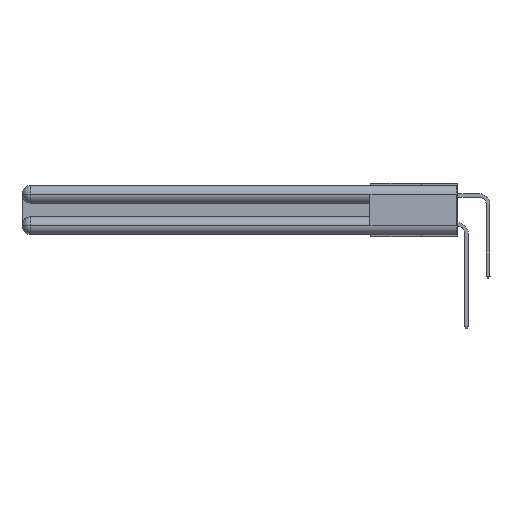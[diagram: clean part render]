
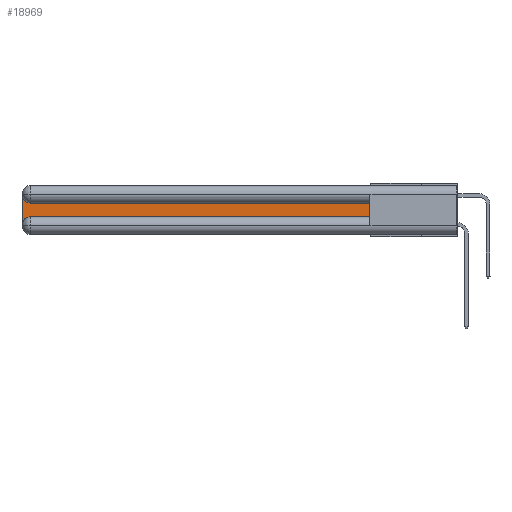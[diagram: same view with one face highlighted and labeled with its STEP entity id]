
A CAD part, left-side view. The second image highlights one B-rep face of the part: STEP entity #18969.
In plain terms, the highlighted planar face has unit normal (-1, 0, 0).
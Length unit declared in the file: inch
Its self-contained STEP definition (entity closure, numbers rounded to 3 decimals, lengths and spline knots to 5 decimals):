
#1103 = VERTEX_POINT ( 'NONE', #10077 ) ;
#2045 = DIRECTION ( 'NONE',  ( 0., 1., 0. ) ) ;
#2617 = LINE ( 'NONE', #17920, #9402 ) ;
#5176 = ORIENTED_EDGE ( 'NONE', *, *, #7572, .T. ) ;
#6814 = ORIENTED_EDGE ( 'NONE', *, *, #30897, .T. ) ;
#7327 = CIRCLE ( 'NONE', #29260, 0.06 ) ;
#7413 = CARTESIAN_POINT ( 'NONE',  ( 0.075, 2.94, -0.2175 ) ) ;
#7572 = EDGE_CURVE ( 'NONE', #13675, #10304, #2617, .T. ) ;
#7945 = FACE_OUTER_BOUND ( 'NONE', #9432, .T. ) ;
#9354 = DIRECTION ( 'NONE',  ( 0., 0., -1. ) ) ;
#9402 = VECTOR ( 'NONE', #13181, 39.37008 ) ;
#9432 = EDGE_LOOP ( 'NONE', ( #24455, #23657, #6814, #17513, #5176, #16276 ) ) ;
#10077 = CARTESIAN_POINT ( 'NONE',  ( 0.075, 2.94, -0.1225 ) ) ;
#10304 = VERTEX_POINT ( 'NONE', #17406 ) ;
#10412 = EDGE_CURVE ( 'NONE', #1103, #12608, #7327, .T. ) ;
#10524 = LINE ( 'NONE', #14715, #12806 ) ;
#10871 = CARTESIAN_POINT ( 'NONE',  ( 0.075, 3., -0.2775 ) ) ;
#11166 = DIRECTION ( 'NONE',  ( 1., 0., 0. ) ) ;
#11263 = EDGE_CURVE ( 'NONE', #22041, #1103, #24247, .T. ) ;
#12608 = VERTEX_POINT ( 'NONE', #18561 ) ;
#12806 = VECTOR ( 'NONE', #23985, 39.37008 ) ;
#12933 = LINE ( 'NONE', #30246, #26483 ) ;
#13181 = DIRECTION ( 'NONE',  ( 0., -1., 0. ) ) ;
#13212 = CARTESIAN_POINT ( 'NONE',  ( 0.075, 2.94, -0.0625 ) ) ;
#13675 = VERTEX_POINT ( 'NONE', #7413 ) ;
#13720 = EDGE_CURVE ( 'NONE', #10304, #22041, #10524, .T. ) ;
#13906 = DIRECTION ( 'NONE',  ( 1., 0., 0. ) ) ;
#14715 = CARTESIAN_POINT ( 'NONE',  ( 0.075, 0.6, -0.2175 ) ) ;
#15791 = AXIS2_PLACEMENT_3D ( 'NONE', #20738, #11166, #9354 ) ;
#16276 = ORIENTED_EDGE ( 'NONE', *, *, #13720, .T. ) ;
#17406 = CARTESIAN_POINT ( 'NONE',  ( 0.075, 0.6, -0.2175 ) ) ;
#17513 = ORIENTED_EDGE ( 'NONE', *, *, #27039, .T. ) ;
#17920 = CARTESIAN_POINT ( 'NONE',  ( 0.075, 0.6, -0.2175 ) ) ;
#18561 = CARTESIAN_POINT ( 'NONE',  ( 0.075, 3., -0.0625 ) ) ;
#18876 = CARTESIAN_POINT ( 'NONE',  ( 0.075, 0.6, -0.1225 ) ) ;
#18969 = ADVANCED_FACE ( 'NONE', ( #7945 ), #19152, .F. ) ;
#19152 = PLANE ( 'NONE',  #15791 ) ;
#20348 = AXIS2_PLACEMENT_3D ( 'NONE', #25633, #13906, #30519 ) ;
#20357 = DIRECTION ( 'NONE',  ( 0., 0., -1. ) ) ;
#20738 = CARTESIAN_POINT ( 'NONE',  ( 0.075, 3., -0.1225 ) ) ;
#22041 = VERTEX_POINT ( 'NONE', #18876 ) ;
#23657 = ORIENTED_EDGE ( 'NONE', *, *, #10412, .T. ) ;
#23985 = DIRECTION ( 'NONE',  ( 0., 0., 1. ) ) ;
#24247 = LINE ( 'NONE', #28698, #29514 ) ;
#24455 = ORIENTED_EDGE ( 'NONE', *, *, #11263, .T. ) ;
#25633 = CARTESIAN_POINT ( 'NONE',  ( 0.075, 2.94, -0.2775 ) ) ;
#26483 = VECTOR ( 'NONE', #29056, 39.37008 ) ;
#27039 = EDGE_CURVE ( 'NONE', #27414, #13675, #28842, .T. ) ;
#27414 = VERTEX_POINT ( 'NONE', #10871 ) ;
#28698 = CARTESIAN_POINT ( 'NONE',  ( 0.075, 0.6, -0.1225 ) ) ;
#28842 = CIRCLE ( 'NONE', #20348, 0.06 ) ;
#29056 = DIRECTION ( 'NONE',  ( 0., 0., -1. ) ) ;
#29260 = AXIS2_PLACEMENT_3D ( 'NONE', #13212, #30011, #20357 ) ;
#29514 = VECTOR ( 'NONE', #2045, 39.37008 ) ;
#30011 = DIRECTION ( 'NONE',  ( 1., 0., 0. ) ) ;
#30246 = CARTESIAN_POINT ( 'NONE',  ( 0.075, 3., -0.2175 ) ) ;
#30519 = DIRECTION ( 'NONE',  ( 0., 0., -1. ) ) ;
#30897 = EDGE_CURVE ( 'NONE', #12608, #27414, #12933, .T. ) ;
